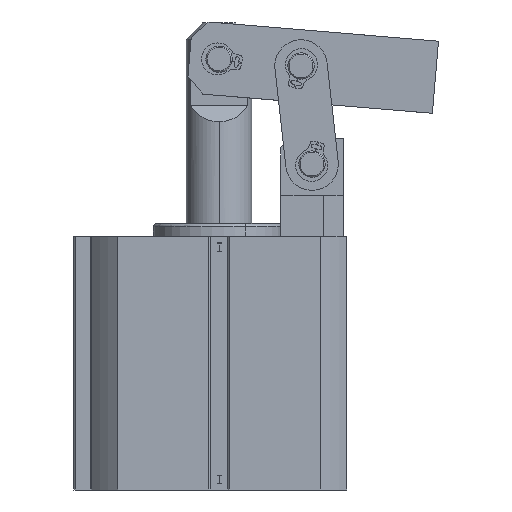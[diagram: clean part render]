
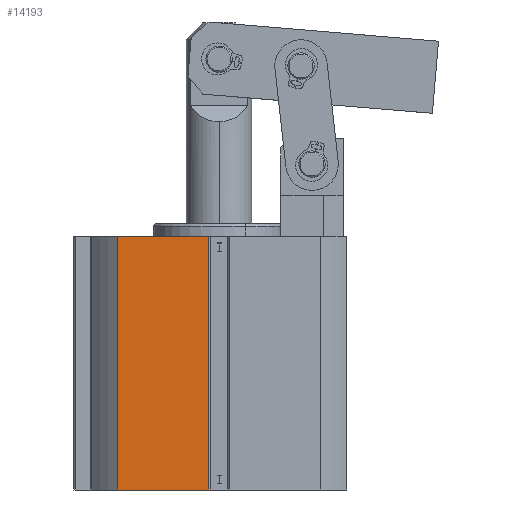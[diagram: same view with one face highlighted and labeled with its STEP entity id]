
A CAD part, left-side view. The second image highlights one B-rep face of the part: STEP entity #14193.
In plain terms, the highlighted planar face has unit normal (-1, 0, 0).
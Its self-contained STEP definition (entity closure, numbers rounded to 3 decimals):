
#427 = DIRECTION ( 'NONE',  ( 0., 1., 0. ) ) ;
#1079 = EDGE_CURVE ( 'NONE', #4386, #14351, #14823, .T. ) ;
#1088 = VERTEX_POINT ( 'NONE', #18143 ) ;
#1271 = ORIENTED_EDGE ( 'NONE', *, *, #1079, .T. ) ;
#1319 = VECTOR ( 'NONE', #427, 1000. ) ;
#2468 = VECTOR ( 'NONE', #9376, 1000. ) ;
#2762 = CARTESIAN_POINT ( 'NONE',  ( -38.75, 30.801, 77. ) ) ;
#3595 = DIRECTION ( 'NONE',  ( 0., 0., -1. ) ) ;
#3671 = EDGE_LOOP ( 'NONE', ( #15565, #18020, #1271, #6742 ) ) ;
#4182 = CARTESIAN_POINT ( 'NONE',  ( -38.75, 3.2, 77. ) ) ;
#4386 = VERTEX_POINT ( 'NONE', #12493 ) ;
#4737 = EDGE_CURVE ( 'NONE', #1088, #9749, #9811, .T. ) ;
#4844 = CARTESIAN_POINT ( 'NONE',  ( -38.75, 38.75, 0. ) ) ;
#5124 = DIRECTION ( 'NONE',  ( 0., 1., 0. ) ) ;
#6328 = DIRECTION ( 'NONE',  ( 1., 0., 0. ) ) ;
#6742 = ORIENTED_EDGE ( 'NONE', *, *, #15734, .F. ) ;
#9185 = CARTESIAN_POINT ( 'NONE',  ( -38.75, -38.75, 77. ) ) ;
#9255 = AXIS2_PLACEMENT_3D ( 'NONE', #9185, #6328, #3595 ) ;
#9376 = DIRECTION ( 'NONE',  ( 0., 0., 1. ) ) ;
#9749 = VERTEX_POINT ( 'NONE', #15915 ) ;
#9811 = LINE ( 'NONE', #4844, #1319 ) ;
#10007 = DIRECTION ( 'NONE',  ( 0., 0., -1. ) ) ;
#10220 = FACE_OUTER_BOUND ( 'NONE', #3671, .T. ) ;
#11010 = VECTOR ( 'NONE', #5124, 1000. ) ;
#12493 = CARTESIAN_POINT ( 'NONE',  ( -38.75, 3.2, 77. ) ) ;
#14061 = EDGE_CURVE ( 'NONE', #4386, #1088, #15821, .T. ) ;
#14193 = ADVANCED_FACE ( 'NONE', ( #10220 ), #16193, .F. ) ;
#14351 = VERTEX_POINT ( 'NONE', #2762 ) ;
#14692 = CARTESIAN_POINT ( 'NONE',  ( -38.75, 38.75, 77. ) ) ;
#14703 = VECTOR ( 'NONE', #10007, 1000. ) ;
#14823 = LINE ( 'NONE', #14692, #11010 ) ;
#15250 = CARTESIAN_POINT ( 'NONE',  ( -38.75, 30.801, 0. ) ) ;
#15434 = LINE ( 'NONE', #15250, #2468 ) ;
#15565 = ORIENTED_EDGE ( 'NONE', *, *, #4737, .F. ) ;
#15734 = EDGE_CURVE ( 'NONE', #9749, #14351, #15434, .T. ) ;
#15821 = LINE ( 'NONE', #4182, #14703 ) ;
#15915 = CARTESIAN_POINT ( 'NONE',  ( -38.75, 30.801, 0. ) ) ;
#16193 = PLANE ( 'NONE',  #9255 ) ;
#18020 = ORIENTED_EDGE ( 'NONE', *, *, #14061, .F. ) ;
#18143 = CARTESIAN_POINT ( 'NONE',  ( -38.75, 3.2, 0. ) ) ;
